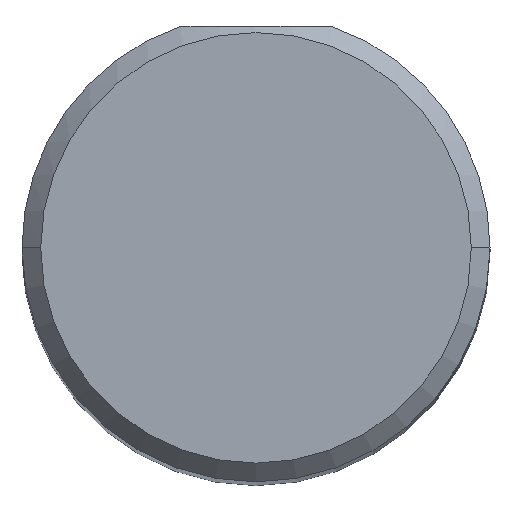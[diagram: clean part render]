
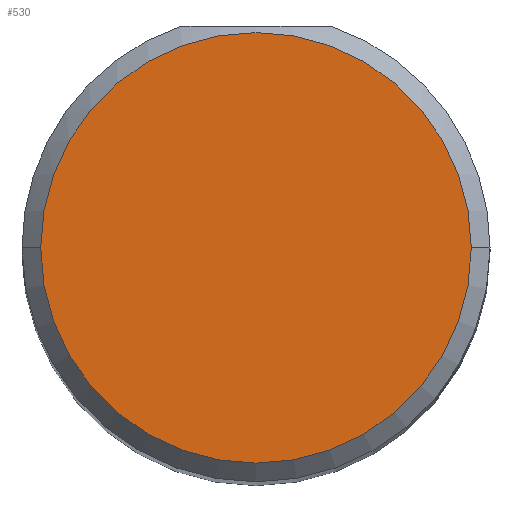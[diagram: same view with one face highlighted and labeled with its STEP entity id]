
A CAD part, top view. The second image highlights one B-rep face of the part: STEP entity #530.
In plain terms, the highlighted planar face has unit normal (0, 0, 1).
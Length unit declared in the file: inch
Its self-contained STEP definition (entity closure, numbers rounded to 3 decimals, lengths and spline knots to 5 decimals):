
#14 = AXIS2_PLACEMENT_3D ( 'NONE', #496, #294, #558 ) ;
#28 = DIRECTION ( 'NONE',  ( -1., 0., 0. ) ) ;
#37 = CIRCLE ( 'NONE', #14, 0.1725 ) ;
#56 = PLANE ( 'NONE',  #124 ) ;
#75 = DIRECTION ( 'NONE',  ( -1., 0., 0. ) ) ;
#124 = AXIS2_PLACEMENT_3D ( 'NONE', #499, #241, #28 ) ;
#138 = DIRECTION ( 'NONE',  ( 0., 0., -1. ) ) ;
#143 = ORIENTED_EDGE ( 'NONE', *, *, #317, .F. ) ;
#161 = VERTEX_POINT ( 'NONE', #269 ) ;
#226 = CIRCLE ( 'NONE', #356, 0.1725 ) ;
#241 = DIRECTION ( 'NONE',  ( 0., 0., 1. ) ) ;
#246 = FACE_OUTER_BOUND ( 'NONE', #286, .T. ) ;
#251 = EDGE_CURVE ( 'NONE', #433, #161, #37, .T. ) ;
#269 = CARTESIAN_POINT ( 'NONE',  ( 0.9225, 0., 2.5 ) ) ;
#286 = EDGE_LOOP ( 'NONE', ( #143, #509 ) ) ;
#294 = DIRECTION ( 'NONE',  ( 0., 0., -1. ) ) ;
#317 = EDGE_CURVE ( 'NONE', #161, #433, #226, .T. ) ;
#336 = CARTESIAN_POINT ( 'NONE',  ( 0.5775, 0., 2.5 ) ) ;
#356 = AXIS2_PLACEMENT_3D ( 'NONE', #423, #138, #75 ) ;
#423 = CARTESIAN_POINT ( 'NONE',  ( 0.75, 0., 2.5 ) ) ;
#433 = VERTEX_POINT ( 'NONE', #336 ) ;
#496 = CARTESIAN_POINT ( 'NONE',  ( 0.75, 0., 2.5 ) ) ;
#499 = CARTESIAN_POINT ( 'NONE',  ( 0.75, 0., 2.5 ) ) ;
#509 = ORIENTED_EDGE ( 'NONE', *, *, #251, .F. ) ;
#530 = ADVANCED_FACE ( 'NONE', ( #246 ), #56, .T. ) ;
#558 = DIRECTION ( 'NONE',  ( -1., 0., 0. ) ) ;
